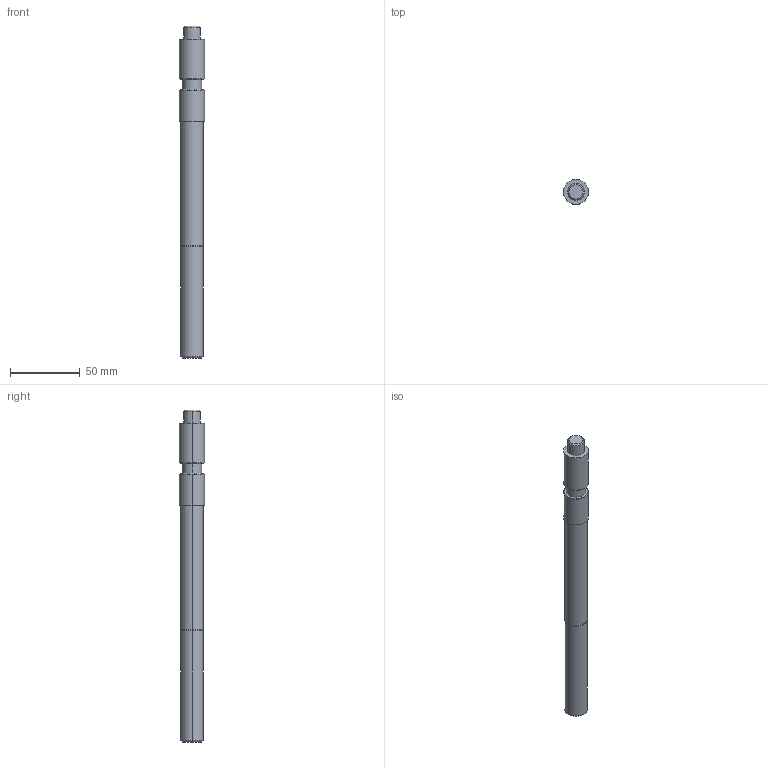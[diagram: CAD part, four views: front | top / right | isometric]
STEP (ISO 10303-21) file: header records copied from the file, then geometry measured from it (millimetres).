
FILE_DESCRIPTION(('CATIA V5 STEP Exchange'),'2;1');
FILE_NAME('SiegeDouche_Axe.stp','2021-05-12T17:09:59+00:00',('none'),('none'),'CATIA Version 5-6 Release 2017 SP5','CATIA V5 STEP AP203','none');
FILE_SCHEMA(('CONFIG_CONTROL_DESIGN'));
Length unit declared in the file: millimetre
Products named in the file (1): SiegeDouche_Axe
Bounding box: 18 x 18 x 238.5 mm (x, y, z)
Volume: 49532.8 mm3; surface area: 12826.5 mm2
Topology: 1 solids, 1 shells, 30 faces, 62 edges, 40 vertices
Faces by surface type: cylinder 14, plane 8, cone 8
Entity records: 770 total; most frequent: CARTESIAN_POINT 124, ORIENTED_EDGE 124, DIRECTION 104, AXIS2_PLACEMENT_3D 62, EDGE_CURVE 62, CIRCLE 40, VERTEX_POINT 40, EDGE_LOOP 36
